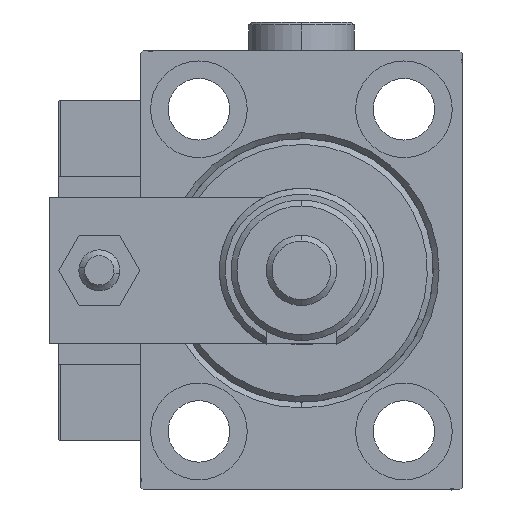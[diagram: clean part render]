
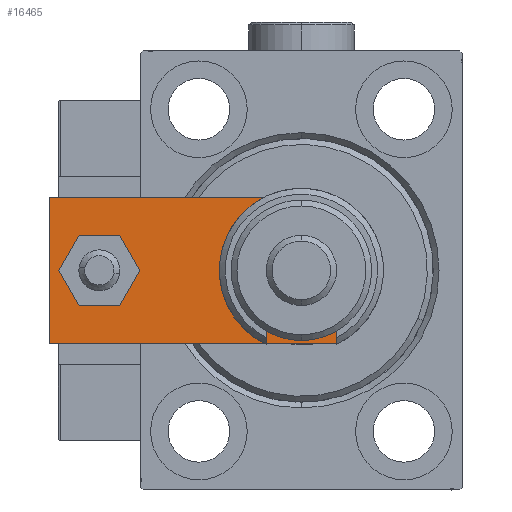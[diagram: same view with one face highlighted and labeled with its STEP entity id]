
A CAD part, left-side view. The second image highlights one B-rep face of the part: STEP entity #16465.
In plain terms, the highlighted face is planar.
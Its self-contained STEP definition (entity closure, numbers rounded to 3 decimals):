
#1653 = DIRECTION ( 'NONE',  ( 1., 0., 0. ) ) ;
#1859 = CARTESIAN_POINT ( 'NONE',  ( 0., 46.5, 6. ) ) ;
#2109 = VECTOR ( 'NONE', #3606, 1000. ) ;
#3303 = DIRECTION ( 'NONE',  ( 0.707, -0.707, 0. ) ) ;
#3570 = EDGE_CURVE ( 'NONE', #34762, #48517, #28869, .T. ) ;
#3606 = DIRECTION ( 'NONE',  ( 0., 1., 0. ) ) ;
#3904 = VECTOR ( 'NONE', #5676, 1000. ) ;
#4063 = VECTOR ( 'NONE', #3303, 1000. ) ;
#5676 = DIRECTION ( 'NONE',  ( -1., 0., 0. ) ) ;
#6870 = EDGE_LOOP ( 'NONE', ( #9456, #52729, #19966, #21133, #10108, #38070 ) ) ;
#7569 = VERTEX_POINT ( 'NONE', #38317 ) ;
#9456 = ORIENTED_EDGE ( 'NONE', *, *, #48991, .T. ) ;
#9721 = AXIS2_PLACEMENT_3D ( 'NONE', #47058, #48143, #14591 ) ;
#9857 = EDGE_CURVE ( 'NONE', #36562, #51327, #26054, .T. ) ;
#9886 = CARTESIAN_POINT ( 'NONE',  ( -12.5, 55., 6. ) ) ;
#10050 = LINE ( 'NONE', #47455, #37889 ) ;
#10086 = DIRECTION ( 'NONE',  ( 1., 0., 0. ) ) ;
#10108 = ORIENTED_EDGE ( 'NONE', *, *, #3570, .T. ) ;
#11372 = EDGE_CURVE ( 'NONE', #7569, #33323, #20601, .T. ) ;
#13192 = CIRCLE ( 'NONE', #22812, 4. ) ;
#14137 = CARTESIAN_POINT ( 'NONE',  ( -4., 46.5, 6. ) ) ;
#14413 = EDGE_CURVE ( 'NONE', #39086, #34762, #26173, .T. ) ;
#14591 = DIRECTION ( 'NONE',  ( 1., 0., 0. ) ) ;
#15122 = DIRECTION ( 'NONE',  ( 1., 0., 0. ) ) ;
#15435 = DIRECTION ( 'NONE',  ( 1., 0., 0. ) ) ;
#15970 = CIRCLE ( 'NONE', #27365, 8.25 ) ;
#16465 = ADVANCED_FACE ( 'NONE', ( #31919, #19009, #52560 ), #23390, .T. ) ;
#17108 = ORIENTED_EDGE ( 'NONE', *, *, #46553, .F. ) ;
#18665 = CARTESIAN_POINT ( 'NONE',  ( 0., 12., 6. ) ) ;
#19009 = FACE_OUTER_BOUND ( 'NONE', #6870, .T. ) ;
#19966 = ORIENTED_EDGE ( 'NONE', *, *, #30754, .T. ) ;
#20254 = CARTESIAN_POINT ( 'NONE',  ( -8.25, 12., 6. ) ) ;
#20601 = LINE ( 'NONE', #53607, #4063 ) ;
#21133 = ORIENTED_EDGE ( 'NONE', *, *, #14413, .T. ) ;
#22320 = CARTESIAN_POINT ( 'NONE',  ( 3.42, -3.42, 6. ) ) ;
#22812 = AXIS2_PLACEMENT_3D ( 'NONE', #1859, #46677, #10086 ) ;
#23293 = AXIS2_PLACEMENT_3D ( 'NONE', #41000, #24214, #15435 ) ;
#23390 = PLANE ( 'NONE',  #23293 ) ;
#24152 = ORIENTED_EDGE ( 'NONE', *, *, #35273, .F. ) ;
#24214 = DIRECTION ( 'NONE',  ( 0., 0., 1. ) ) ;
#25068 = AXIS2_PLACEMENT_3D ( 'NONE', #18665, #35418, #1653 ) ;
#26054 = CIRCLE ( 'NONE', #25068, 8.25 ) ;
#26173 = LINE ( 'NONE', #22320, #44301 ) ;
#26449 = CARTESIAN_POINT ( 'NONE',  ( 12.5, 55., 6. ) ) ;
#26461 = ORIENTED_EDGE ( 'NONE', *, *, #50594, .F. ) ;
#27365 = AXIS2_PLACEMENT_3D ( 'NONE', #43740, #36015, #15122 ) ;
#27756 = CARTESIAN_POINT ( 'NONE',  ( 6.84, 0., 6. ) ) ;
#28869 = LINE ( 'NONE', #41263, #2109 ) ;
#29455 = DIRECTION ( 'NONE',  ( 1., 0., 0. ) ) ;
#29724 = CARTESIAN_POINT ( 'NONE',  ( -12.5, 0., 6. ) ) ;
#30754 = EDGE_CURVE ( 'NONE', #33323, #39086, #33574, .T. ) ;
#31500 = CARTESIAN_POINT ( 'NONE',  ( 12.5, 55., 6. ) ) ;
#31919 = FACE_BOUND ( 'NONE', #37355, .T. ) ;
#31995 = CARTESIAN_POINT ( 'NONE',  ( 8.25, 12., 6. ) ) ;
#32365 = VERTEX_POINT ( 'NONE', #14137 ) ;
#33323 = VERTEX_POINT ( 'NONE', #37834 ) ;
#33574 = LINE ( 'NONE', #29724, #36878 ) ;
#34696 = DIRECTION ( 'NONE',  ( 0.707, 0.707, 0. ) ) ;
#34762 = VERTEX_POINT ( 'NONE', #49107 ) ;
#35241 = ORIENTED_EDGE ( 'NONE', *, *, #9857, .F. ) ;
#35273 = EDGE_CURVE ( 'NONE', #32365, #37374, #43942, .T. ) ;
#35418 = DIRECTION ( 'NONE',  ( 0., 0., 1. ) ) ;
#35625 = LINE ( 'NONE', #31500, #3904 ) ;
#36015 = DIRECTION ( 'NONE',  ( 0., 0., 1. ) ) ;
#36562 = VERTEX_POINT ( 'NONE', #31995 ) ;
#36878 = VECTOR ( 'NONE', #29455, 1000. ) ;
#37355 = EDGE_LOOP ( 'NONE', ( #24152, #17108 ) ) ;
#37374 = VERTEX_POINT ( 'NONE', #37609 ) ;
#37609 = CARTESIAN_POINT ( 'NONE',  ( 4., 46.5, 6. ) ) ;
#37834 = CARTESIAN_POINT ( 'NONE',  ( -6.84, 0., 6. ) ) ;
#37889 = VECTOR ( 'NONE', #51587, 1000. ) ;
#38070 = ORIENTED_EDGE ( 'NONE', *, *, #39902, .T. ) ;
#38317 = CARTESIAN_POINT ( 'NONE',  ( -12.5, 5.66, 6. ) ) ;
#39086 = VERTEX_POINT ( 'NONE', #27756 ) ;
#39902 = EDGE_CURVE ( 'NONE', #48517, #47326, #35625, .T. ) ;
#41000 = CARTESIAN_POINT ( 'NONE',  ( 0., 0., 6. ) ) ;
#41263 = CARTESIAN_POINT ( 'NONE',  ( 12.5, 0., 6. ) ) ;
#41406 = EDGE_LOOP ( 'NONE', ( #26461, #35241 ) ) ;
#43740 = CARTESIAN_POINT ( 'NONE',  ( 0., 12., 6. ) ) ;
#43942 = CIRCLE ( 'NONE', #9721, 4. ) ;
#44301 = VECTOR ( 'NONE', #34696, 1000. ) ;
#46553 = EDGE_CURVE ( 'NONE', #37374, #32365, #13192, .T. ) ;
#46677 = DIRECTION ( 'NONE',  ( 0., 0., 1. ) ) ;
#47058 = CARTESIAN_POINT ( 'NONE',  ( 0., 46.5, 6. ) ) ;
#47326 = VERTEX_POINT ( 'NONE', #9886 ) ;
#47455 = CARTESIAN_POINT ( 'NONE',  ( -12.5, 55., 6. ) ) ;
#48143 = DIRECTION ( 'NONE',  ( 0., 0., 1. ) ) ;
#48517 = VERTEX_POINT ( 'NONE', #26449 ) ;
#48991 = EDGE_CURVE ( 'NONE', #47326, #7569, #10050, .T. ) ;
#49107 = CARTESIAN_POINT ( 'NONE',  ( 12.5, 5.66, 6. ) ) ;
#50594 = EDGE_CURVE ( 'NONE', #51327, #36562, #15970, .T. ) ;
#51327 = VERTEX_POINT ( 'NONE', #20254 ) ;
#51587 = DIRECTION ( 'NONE',  ( 0., -1., 0. ) ) ;
#52560 = FACE_BOUND ( 'NONE', #41406, .T. ) ;
#52729 = ORIENTED_EDGE ( 'NONE', *, *, #11372, .T. ) ;
#53607 = CARTESIAN_POINT ( 'NONE',  ( -3.42, -3.42, 6. ) ) ;
